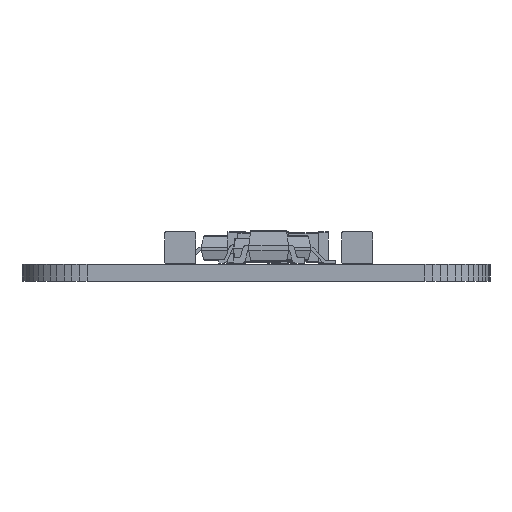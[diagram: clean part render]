
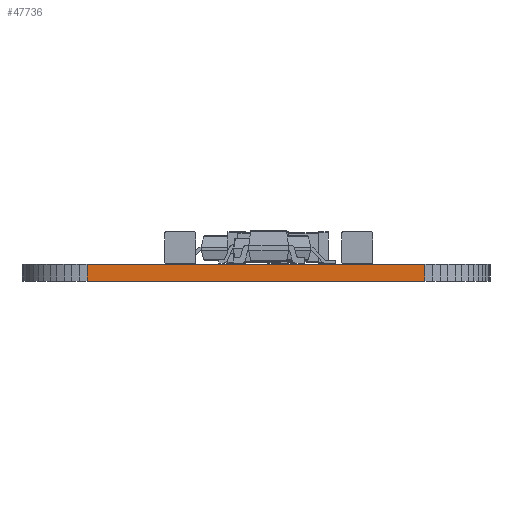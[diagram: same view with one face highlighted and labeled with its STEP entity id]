
A CAD part, front view. The second image highlights one B-rep face of the part: STEP entity #47736.
In plain terms, the highlighted planar face has unit normal (0, -1, 0).
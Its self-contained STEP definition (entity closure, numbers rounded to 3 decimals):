
#40545 = PLANE('',#40546);
#40546 = AXIS2_PLACEMENT_3D('',#40547,#40548,#40549);
#40547 = CARTESIAN_POINT('',(7.62,-18.882,0.68));
#40548 = DIRECTION('',(-0.,-0.,-1.));
#40549 = DIRECTION('',(-1.,0.,0.));
#40599 = PLANE('',#40600);
#40600 = AXIS2_PLACEMENT_3D('',#40601,#40602,#40603);
#40601 = CARTESIAN_POINT('',(7.62,-18.882,0.));
#40602 = DIRECTION('',(-0.,-0.,-1.));
#40603 = DIRECTION('',(-1.,0.,0.));
#41436 = VERTEX_POINT('',#41437);
#41437 = CARTESIAN_POINT('',(14.404,-40.714,0.));
#41451 = PLANE('',#41452);
#41452 = AXIS2_PLACEMENT_3D('',#41453,#41454,#41455);
#41453 = CARTESIAN_POINT('',(14.719,-40.695,0.));
#41454 = DIRECTION('',(0.06,-0.998,0.));
#41455 = DIRECTION('',(-0.998,-0.06,0.));
#41463 = EDGE_CURVE('',#41436,#41464,#41466,.T.);
#41464 = VERTEX_POINT('',#41465);
#41465 = CARTESIAN_POINT('',(0.836,-40.714,0.));
#41466 = SURFACE_CURVE('',#41467,(#41471,#41478),.PCURVE_S1.);
#41467 = LINE('',#41468,#41469);
#41468 = CARTESIAN_POINT('',(14.404,-40.714,0.));
#41469 = VECTOR('',#41470,1.);
#41470 = DIRECTION('',(-1.,0.,0.));
#41471 = PCURVE('',#40599,#41472);
#41472 = DEFINITIONAL_REPRESENTATION('',(#41473),#41477);
#41473 = LINE('',#41474,#41475);
#41474 = CARTESIAN_POINT('',(-6.784,-21.832));
#41475 = VECTOR('',#41476,1.);
#41476 = DIRECTION('',(1.,0.));
#41477 = ( GEOMETRIC_REPRESENTATION_CONTEXT(2) 
PARAMETRIC_REPRESENTATION_CONTEXT() REPRESENTATION_CONTEXT('2D SPACE',''
  ) );
#41478 = PCURVE('',#41479,#41484);
#41479 = PLANE('',#41480);
#41480 = AXIS2_PLACEMENT_3D('',#41481,#41482,#41483);
#41481 = CARTESIAN_POINT('',(14.404,-40.714,0.));
#41482 = DIRECTION('',(0.,-1.,0.));
#41483 = DIRECTION('',(-1.,0.,0.));
#41484 = DEFINITIONAL_REPRESENTATION('',(#41485),#41489);
#41485 = LINE('',#41486,#41487);
#41486 = CARTESIAN_POINT('',(0.,0.));
#41487 = VECTOR('',#41488,1.);
#41488 = DIRECTION('',(1.,0.));
#41489 = ( GEOMETRIC_REPRESENTATION_CONTEXT(2) 
PARAMETRIC_REPRESENTATION_CONTEXT() REPRESENTATION_CONTEXT('2D SPACE',''
  ) );
#41507 = PLANE('',#41508);
#41508 = AXIS2_PLACEMENT_3D('',#41509,#41510,#41511);
#41509 = CARTESIAN_POINT('',(0.836,-40.714,0.));
#41510 = DIRECTION('',(-0.06,-0.998,0.));
#41511 = DIRECTION('',(-0.998,0.06,0.));
#44367 = VERTEX_POINT('',#44368);
#44368 = CARTESIAN_POINT('',(14.404,-40.714,0.68));
#44389 = EDGE_CURVE('',#44367,#44390,#44392,.T.);
#44390 = VERTEX_POINT('',#44391);
#44391 = CARTESIAN_POINT('',(0.836,-40.714,0.68));
#44392 = SURFACE_CURVE('',#44393,(#44397,#44404),.PCURVE_S1.);
#44393 = LINE('',#44394,#44395);
#44394 = CARTESIAN_POINT('',(14.404,-40.714,0.68));
#44395 = VECTOR('',#44396,1.);
#44396 = DIRECTION('',(-1.,0.,0.));
#44397 = PCURVE('',#40545,#44398);
#44398 = DEFINITIONAL_REPRESENTATION('',(#44399),#44403);
#44399 = LINE('',#44400,#44401);
#44400 = CARTESIAN_POINT('',(-6.784,-21.832));
#44401 = VECTOR('',#44402,1.);
#44402 = DIRECTION('',(1.,0.));
#44403 = ( GEOMETRIC_REPRESENTATION_CONTEXT(2) 
PARAMETRIC_REPRESENTATION_CONTEXT() REPRESENTATION_CONTEXT('2D SPACE',''
  ) );
#44404 = PCURVE('',#41479,#44405);
#44405 = DEFINITIONAL_REPRESENTATION('',(#44406),#44410);
#44406 = LINE('',#44407,#44408);
#44407 = CARTESIAN_POINT('',(0.,-0.68));
#44408 = VECTOR('',#44409,1.);
#44409 = DIRECTION('',(1.,0.));
#44410 = ( GEOMETRIC_REPRESENTATION_CONTEXT(2) 
PARAMETRIC_REPRESENTATION_CONTEXT() REPRESENTATION_CONTEXT('2D SPACE',''
  ) );
#47688 = EDGE_CURVE('',#41436,#44367,#47689,.T.);
#47689 = SURFACE_CURVE('',#47690,(#47694,#47701),.PCURVE_S1.);
#47690 = LINE('',#47691,#47692);
#47691 = CARTESIAN_POINT('',(14.404,-40.714,0.));
#47692 = VECTOR('',#47693,1.);
#47693 = DIRECTION('',(0.,0.,1.));
#47694 = PCURVE('',#41451,#47695);
#47695 = DEFINITIONAL_REPRESENTATION('',(#47696),#47700);
#47696 = LINE('',#47697,#47698);
#47697 = CARTESIAN_POINT('',(0.316,0.));
#47698 = VECTOR('',#47699,1.);
#47699 = DIRECTION('',(0.,-1.));
#47700 = ( GEOMETRIC_REPRESENTATION_CONTEXT(2) 
PARAMETRIC_REPRESENTATION_CONTEXT() REPRESENTATION_CONTEXT('2D SPACE',''
  ) );
#47701 = PCURVE('',#41479,#47702);
#47702 = DEFINITIONAL_REPRESENTATION('',(#47703),#47707);
#47703 = LINE('',#47704,#47705);
#47704 = CARTESIAN_POINT('',(0.,0.));
#47705 = VECTOR('',#47706,1.);
#47706 = DIRECTION('',(0.,-1.));
#47707 = ( GEOMETRIC_REPRESENTATION_CONTEXT(2) 
PARAMETRIC_REPRESENTATION_CONTEXT() REPRESENTATION_CONTEXT('2D SPACE',''
  ) );
#47736 = ADVANCED_FACE('',(#47737),#41479,.T.);
#47737 = FACE_BOUND('',#47738,.T.);
#47738 = EDGE_LOOP('',(#47739,#47740,#47741,#47762));
#47739 = ORIENTED_EDGE('',*,*,#47688,.T.);
#47740 = ORIENTED_EDGE('',*,*,#44389,.T.);
#47741 = ORIENTED_EDGE('',*,*,#47742,.F.);
#47742 = EDGE_CURVE('',#41464,#44390,#47743,.T.);
#47743 = SURFACE_CURVE('',#47744,(#47748,#47755),.PCURVE_S1.);
#47744 = LINE('',#47745,#47746);
#47745 = CARTESIAN_POINT('',(0.836,-40.714,0.));
#47746 = VECTOR('',#47747,1.);
#47747 = DIRECTION('',(0.,0.,1.));
#47748 = PCURVE('',#41479,#47749);
#47749 = DEFINITIONAL_REPRESENTATION('',(#47750),#47754);
#47750 = LINE('',#47751,#47752);
#47751 = CARTESIAN_POINT('',(13.569,0.));
#47752 = VECTOR('',#47753,1.);
#47753 = DIRECTION('',(0.,-1.));
#47754 = ( GEOMETRIC_REPRESENTATION_CONTEXT(2) 
PARAMETRIC_REPRESENTATION_CONTEXT() REPRESENTATION_CONTEXT('2D SPACE',''
  ) );
#47755 = PCURVE('',#41507,#47756);
#47756 = DEFINITIONAL_REPRESENTATION('',(#47757),#47761);
#47757 = LINE('',#47758,#47759);
#47758 = CARTESIAN_POINT('',(0.,0.));
#47759 = VECTOR('',#47760,1.);
#47760 = DIRECTION('',(0.,-1.));
#47761 = ( GEOMETRIC_REPRESENTATION_CONTEXT(2) 
PARAMETRIC_REPRESENTATION_CONTEXT() REPRESENTATION_CONTEXT('2D SPACE',''
  ) );
#47762 = ORIENTED_EDGE('',*,*,#41463,.F.);
